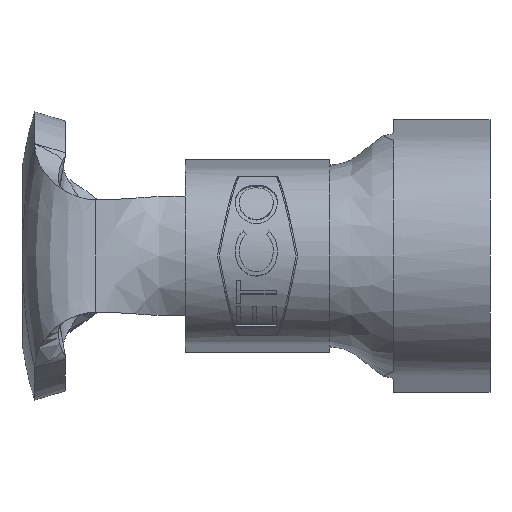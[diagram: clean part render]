
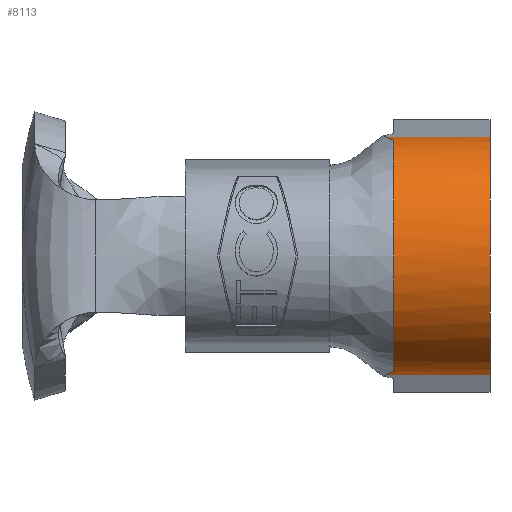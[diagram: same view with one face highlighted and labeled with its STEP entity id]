
A CAD part, front view. The second image highlights one B-rep face of the part: STEP entity #8113.
In plain terms, the highlighted cylindrical face has radius 1.905 mm (diameter 3.81 mm), a partial arc.
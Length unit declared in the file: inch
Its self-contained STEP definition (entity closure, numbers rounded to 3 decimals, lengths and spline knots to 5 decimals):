
#26 = CYLINDRICAL_SURFACE ( 'NONE', #7508, 0.075 ) ;
#194 = DIRECTION ( 'NONE',  ( -1., 0., 0. ) ) ;
#257 = VERTEX_POINT ( 'NONE', #8365 ) ;
#260 = CARTESIAN_POINT ( 'NONE',  ( -0.06, -0.01131, 0.07414 ) ) ;
#263 = VECTOR ( 'NONE', #3112, 39.37008 ) ;
#386 = EDGE_CURVE ( 'NONE', #257, #3684, #2283, .T. ) ;
#631 = CARTESIAN_POINT ( 'NONE',  ( -0.06449, -0.01131, -0.07414 ) ) ;
#778 = DIRECTION ( 'NONE',  ( 0., 0., 1. ) ) ;
#875 = CARTESIAN_POINT ( 'NONE',  ( -0.06, -0.01131, -0.07414 ) ) ;
#989 = ORIENTED_EDGE ( 'NONE', *, *, #4692, .F. ) ;
#1134 = DIRECTION ( 'NONE',  ( 1., 0., 0. ) ) ;
#1328 = CARTESIAN_POINT ( 'NONE',  ( -0.06, -0.02064, -0.07211 ) ) ;
#1424 = CIRCLE ( 'NONE', #4242, 0.075 ) ;
#1546 = CARTESIAN_POINT ( 'NONE',  ( -0.06153, -0.01759, 0.07298 ) ) ;
#1645 = VERTEX_POINT ( 'NONE', #4941 ) ;
#1760 = AXIS2_PLACEMENT_3D ( 'NONE', #6547, #194, #3039 ) ;
#1808 = CARTESIAN_POINT ( 'NONE',  ( 0., -0.01131, -0.07414 ) ) ;
#1897 = CARTESIAN_POINT ( 'NONE',  ( -0.06, -0.04381, -0.06087 ) ) ;
#1967 = ORIENTED_EDGE ( 'NONE', *, *, #2432, .F. ) ;
#2186 = CARTESIAN_POINT ( 'NONE',  ( -0.06, 0., 0. ) ) ;
#2283 = CIRCLE ( 'NONE', #6297, 0.075 ) ;
#2432 = EDGE_CURVE ( 'NONE', #1645, #4384, #6944, .T. ) ;
#2445 = VERTEX_POINT ( 'NONE', #7297 ) ;
#2708 = VERTEX_POINT ( 'NONE', #1808 ) ;
#2866 = EDGE_CURVE ( 'NONE', #257, #2445, #5214, .T. ) ;
#2870 = CARTESIAN_POINT ( 'NONE',  ( -0.06, 0., 0. ) ) ;
#3039 = DIRECTION ( 'NONE',  ( 0., 0., 1. ) ) ;
#3051 = ORIENTED_EDGE ( 'NONE', *, *, #7940, .F. ) ;
#3112 = DIRECTION ( 'NONE',  ( 1., 0., 0. ) ) ;
#3354 = ORIENTED_EDGE ( 'NONE', *, *, #4017, .F. ) ;
#3433 = ORIENTED_EDGE ( 'NONE', *, *, #6133, .T. ) ;
#3451 = VERTEX_POINT ( 'NONE', #5701 ) ;
#3684 = VERTEX_POINT ( 'NONE', #1897 ) ;
#3722 = DIRECTION ( 'NONE',  ( 1., 0., 0. ) ) ;
#3810 = ORIENTED_EDGE ( 'NONE', *, *, #2866, .T. ) ;
#3960 = ORIENTED_EDGE ( 'NONE', *, *, #386, .F. ) ;
#3982 = DIRECTION ( 'NONE',  ( 0., 0., -1. ) ) ;
#4017 = EDGE_CURVE ( 'NONE', #4274, #3451, #6615, .T. ) ;
#4171 = CARTESIAN_POINT ( 'NONE',  ( -0.06153, -0.01759, -0.07298 ) ) ;
#4242 = AXIS2_PLACEMENT_3D ( 'NONE', #7507, #1134, #3982 ) ;
#4274 = VERTEX_POINT ( 'NONE', #6894 ) ;
#4320 = CARTESIAN_POINT ( 'NONE',  ( -0.06, 0., 0. ) ) ;
#4381 = CARTESIAN_POINT ( 'NONE',  ( -0.06304, -0.01448, 0.07366 ) ) ;
#4384 = VERTEX_POINT ( 'NONE', #8678 ) ;
#4626 = B_SPLINE_CURVE_WITH_KNOTS ( 'NONE', 3,
 ( #7920, #1546, #4381, #7215 ),
 .UNSPECIFIED., .F., .F.,
 ( 4, 4 ),
 ( -0.00009, 0.00018 ),
 .UNSPECIFIED. ) ;
#4692 = EDGE_CURVE ( 'NONE', #3684, #1645, #4854, .T. ) ;
#4854 = CIRCLE ( 'NONE', #8846, 0.075 ) ;
#4941 = CARTESIAN_POINT ( 'NONE',  ( -0.06, -0.075, 0. ) ) ;
#5019 = DIRECTION ( 'NONE',  ( -1., 0., 0. ) ) ;
#5214 = B_SPLINE_CURVE_WITH_KNOTS ( 'NONE', 3,
 ( #1328, #4171, #7000, #631 ),
 .UNSPECIFIED., .F., .F.,
 ( 4, 4 ),
 ( -0.00008, 0.00019 ),
 .UNSPECIFIED. ) ;
#5271 = EDGE_CURVE ( 'NONE', #4384, #4274, #4626, .T. ) ;
#5298 = VECTOR ( 'NONE', #3722, 39.37008 ) ;
#5682 = DIRECTION ( 'NONE',  ( 1., 0., 0. ) ) ;
#5701 = CARTESIAN_POINT ( 'NONE',  ( 0., -0.01131, 0.07414 ) ) ;
#6133 = EDGE_CURVE ( 'NONE', #2445, #2708, #7247, .T. ) ;
#6297 = AXIS2_PLACEMENT_3D ( 'NONE', #4320, #7151, #778 ) ;
#6386 = FACE_OUTER_BOUND ( 'NONE', #7882, .T. ) ;
#6547 = CARTESIAN_POINT ( 'NONE',  ( -0.06, 0., 0. ) ) ;
#6615 = LINE ( 'NONE', #260, #263 ) ;
#6894 = CARTESIAN_POINT ( 'NONE',  ( -0.0645, -0.01131, 0.07414 ) ) ;
#6944 = CIRCLE ( 'NONE', #1760, 0.075 ) ;
#7000 = CARTESIAN_POINT ( 'NONE',  ( -0.06304, -0.01448, -0.07366 ) ) ;
#7151 = DIRECTION ( 'NONE',  ( -1., 0., 0. ) ) ;
#7215 = CARTESIAN_POINT ( 'NONE',  ( -0.0645, -0.01131, 0.07414 ) ) ;
#7247 = LINE ( 'NONE', #875, #5298 ) ;
#7297 = CARTESIAN_POINT ( 'NONE',  ( -0.06449, -0.01131, -0.07414 ) ) ;
#7507 = CARTESIAN_POINT ( 'NONE',  ( 0., 0., 0. ) ) ;
#7508 = AXIS2_PLACEMENT_3D ( 'NONE', #2870, #5682, #8516 ) ;
#7862 = DIRECTION ( 'NONE',  ( 0., 0., 1. ) ) ;
#7882 = EDGE_LOOP ( 'NONE', ( #3051, #3354, #8648, #1967, #989, #3960, #3810, #3433 ) ) ;
#7920 = CARTESIAN_POINT ( 'NONE',  ( -0.06, -0.02064, 0.07211 ) ) ;
#7940 = EDGE_CURVE ( 'NONE', #3451, #2708, #1424, .T. ) ;
#8113 = ADVANCED_FACE ( 'NONE', ( #6386 ), #26, .T. ) ;
#8365 = CARTESIAN_POINT ( 'NONE',  ( -0.06, -0.02064, -0.07211 ) ) ;
#8516 = DIRECTION ( 'NONE',  ( 0., 0., -1. ) ) ;
#8648 = ORIENTED_EDGE ( 'NONE', *, *, #5271, .F. ) ;
#8678 = CARTESIAN_POINT ( 'NONE',  ( -0.06, -0.02064, 0.07211 ) ) ;
#8846 = AXIS2_PLACEMENT_3D ( 'NONE', #2186, #5019, #7862 ) ;
